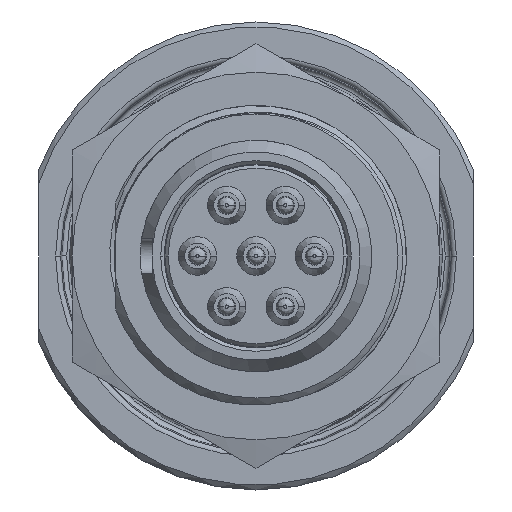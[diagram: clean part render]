
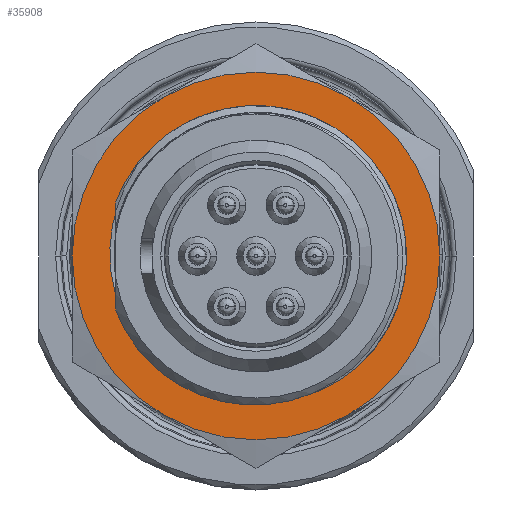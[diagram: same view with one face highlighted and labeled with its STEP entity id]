
A CAD part, left-side view. The second image highlights one B-rep face of the part: STEP entity #35908.
In plain terms, the highlighted planar face has unit normal (-1, 0, 0).
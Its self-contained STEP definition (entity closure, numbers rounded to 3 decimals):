
#6953=CARTESIAN_POINT('',(11.5,13.285,-5.));
#7477=CARTESIAN_POINT('',(11.5,13.285,-14.));
#7478=DIRECTION('',(1.,0.,0.));
#7479=DIRECTION('',(0.,-0.5,0.866));
#7480=AXIS2_PLACEMENT_3D('',#7477,#7478,#7479);
#7482=CARTESIAN_POINT('',(11.5,13.285,-14.));
#7483=DIRECTION('',(1.,0.,0.));
#7484=DIRECTION('',(0.,-1.,0.));
#7485=AXIS2_PLACEMENT_3D('',#7482,#7483,#7484);
#7487=CARTESIAN_POINT('',(11.5,13.285,-14.));
#7488=DIRECTION('',(1.,0.,0.));
#7489=DIRECTION('',(0.,0.5,-0.866));
#7490=AXIS2_PLACEMENT_3D('',#7487,#7488,#7489);
#7492=CARTESIAN_POINT('',(11.5,13.285,-14.));
#7493=DIRECTION('',(1.,0.,0.));
#7494=DIRECTION('',(0.,1.,0.));
#7495=AXIS2_PLACEMENT_3D('',#7492,#7493,#7494);
#7497=CARTESIAN_POINT('',(11.5,13.285,-5.));
#7498=CARTESIAN_POINT('',(11.5,13.001,-5.005));
#7499=CARTESIAN_POINT('',(11.5,12.436,-5.042));
#7500=CARTESIAN_POINT('',(11.5,11.598,-5.177));
#7501=CARTESIAN_POINT('',(11.5,10.777,-5.39));
#7502=CARTESIAN_POINT('',(11.5,9.981,-5.68));
#7503=CARTESIAN_POINT('',(11.5,9.472,-5.921));
#7504=CARTESIAN_POINT('',(11.5,9.224,-6.054));
#7506=CARTESIAN_POINT('',(11.5,18.775,-20.623));
#7507=CARTESIAN_POINT('',(11.5,18.996,-20.446));
#7508=CARTESIAN_POINT('',(11.5,19.42,-20.072));
#7509=CARTESIAN_POINT('',(11.5,20.,-19.449));
#7510=CARTESIAN_POINT('',(11.5,20.516,-18.772));
#7511=CARTESIAN_POINT('',(11.5,20.964,-18.046));
#7512=CARTESIAN_POINT('',(11.5,21.339,-17.279));
#7513=CARTESIAN_POINT('',(11.5,21.637,-16.477));
#7514=CARTESIAN_POINT('',(11.5,21.856,-15.649));
#7515=CARTESIAN_POINT('',(11.5,21.992,-14.802));
#7516=CARTESIAN_POINT('',(11.5,22.044,-13.945));
#7517=CARTESIAN_POINT('',(11.5,22.013,-13.085));
#7518=CARTESIAN_POINT('',(11.5,21.897,-12.232));
#7519=CARTESIAN_POINT('',(11.5,21.698,-11.393));
#7520=CARTESIAN_POINT('',(11.5,21.417,-10.576));
#7521=CARTESIAN_POINT('',(11.5,21.057,-9.79));
#7522=CARTESIAN_POINT('',(11.5,20.622,-9.042));
#7523=CARTESIAN_POINT('',(11.5,20.115,-8.338));
#7524=CARTESIAN_POINT('',(11.5,19.54,-7.687));
#7525=CARTESIAN_POINT('',(11.5,18.905,-7.095));
#7526=CARTESIAN_POINT('',(11.5,18.213,-6.566));
#7527=CARTESIAN_POINT('',(11.5,17.472,-6.107));
#7528=CARTESIAN_POINT('',(11.5,16.689,-5.722));
#7529=CARTESIAN_POINT('',(11.5,15.87,-5.414));
#7530=CARTESIAN_POINT('',(11.5,15.025,-5.188));
#7531=CARTESIAN_POINT('',(11.5,14.16,-5.044));
#7532=CARTESIAN_POINT('',(11.5,13.578,-5.005));
#7533=CARTESIAN_POINT('',(11.5,13.285,-5.));
#7535=CARTESIAN_POINT('',(11.5,13.285,-14.));
#7536=DIRECTION('',(-1.,0.,0.));
#7537=DIRECTION('',(0.,-0.5,0.866));
#7538=AXIS2_PLACEMENT_3D('',#7535,#7536,#7537);
#7689=CARTESIAN_POINT('',(11.5,13.285,-14.));
#7690=DIRECTION('',(-1.,0.,0.));
#7691=DIRECTION('',(0.,0.5,-0.866));
#7692=AXIS2_PLACEMENT_3D('',#7689,#7690,#7691);
#7694=CARTESIAN_POINT('',(11.5,13.285,-14.));
#7695=DIRECTION('',(1.,0.,0.));
#7696=DIRECTION('',(0.,-0.682,0.731));
#7697=AXIS2_PLACEMENT_3D('',#7694,#7695,#7696);
#7759=CARTESIAN_POINT('',(11.5,7.144,-20.58));
#7760=CARTESIAN_POINT('',(11.5,7.361,-20.77));
#7761=CARTESIAN_POINT('',(11.5,7.809,-21.127));
#7762=CARTESIAN_POINT('',(11.5,8.529,-21.595));
#7763=CARTESIAN_POINT('',(11.5,9.291,-21.992));
#7764=CARTESIAN_POINT('',(11.5,10.083,-22.313));
#7765=CARTESIAN_POINT('',(11.5,10.902,-22.556));
#7766=CARTESIAN_POINT('',(11.5,11.739,-22.719));
#7767=CARTESIAN_POINT('',(11.5,12.583,-22.801));
#7768=CARTESIAN_POINT('',(11.5,13.434,-22.801));
#7769=CARTESIAN_POINT('',(11.5,14.274,-22.719));
#7770=CARTESIAN_POINT('',(11.5,15.103,-22.558));
#7771=CARTESIAN_POINT('',(11.5,15.912,-22.317));
#7772=CARTESIAN_POINT('',(11.5,16.689,-22.002));
#7773=CARTESIAN_POINT('',(11.5,17.433,-21.612));
#7774=CARTESIAN_POINT('',(11.5,18.132,-21.155));
#7775=CARTESIAN_POINT('',(11.5,18.566,-20.807));
#7776=CARTESIAN_POINT('',(11.5,18.775,-20.623));
#8373=CARTESIAN_POINT('',(11.5,9.224,-6.054));
#8374=CARTESIAN_POINT('',(11.5,8.972,-6.173));
#8375=CARTESIAN_POINT('',(11.5,8.484,-6.433));
#8376=CARTESIAN_POINT('',(11.5,7.788,-6.89));
#8377=CARTESIAN_POINT('',(11.5,7.354,-7.236));
#8378=CARTESIAN_POINT('',(11.5,7.144,-7.42));
#21011=CARTESIAN_POINT('',(11.5,7.785,-4.474));
#21012=CARTESIAN_POINT('',(11.5,2.285,-14.));
#21013=VERTEX_POINT('',#21011);
#21014=VERTEX_POINT('',#21012);
#21015=CARTESIAN_POINT('',(11.5,7.785,-23.526));
#21016=VERTEX_POINT('',#21015);
#21017=CARTESIAN_POINT('',(11.5,18.785,-23.526));
#21018=CARTESIAN_POINT('',(11.5,24.285,-14.));
#21019=VERTEX_POINT('',#21017);
#21020=VERTEX_POINT('',#21018);
#21021=CARTESIAN_POINT('',(11.5,18.785,-4.474));
#21022=VERTEX_POINT('',#21021);
#21037=VERTEX_POINT('',#6953);
#21038=CARTESIAN_POINT('',(11.5,7.144,-7.42));
#21039=CARTESIAN_POINT('',(11.5,7.144,-20.58));
#21040=VERTEX_POINT('',#21038);
#21041=VERTEX_POINT('',#21039);
#21058=VERTEX_POINT('',#8373);
#21062=VERTEX_POINT('',#7776);
#35879=CARTESIAN_POINT('',(11.5,13.285,-14.));
#35880=DIRECTION('',(1.,0.,0.));
#35881=DIRECTION('',(0.,0.,-1.));
#35882=AXIS2_PLACEMENT_3D('',#35879,#35880,#35881);
#35883=PLANE('169',#35882);
#35885=ORIENTED_EDGE('1496',*,*,#35884,.F.);
#35887=ORIENTED_EDGE('1461',*,*,#35886,.T.);
#35889=ORIENTED_EDGE('1462',*,*,#35888,.T.);
#35891=ORIENTED_EDGE('1495',*,*,#35890,.F.);
#35893=ORIENTED_EDGE('1463',*,*,#35892,.T.);
#35894=ORIENTED_EDGE('1464',*,*,#35872,.T.);
#35895=EDGE_LOOP('169',(#35885,#35887,#35889,#35891,#35893,#35894));
#35896=FACE_OUTER_BOUND('169',#35895,.F.);
#35898=ORIENTED_EDGE('1499',*,*,#35897,.F.);
#35900=ORIENTED_EDGE('1510',*,*,#35899,.F.);
#35902=ORIENTED_EDGE('1562',*,*,#35901,.F.);
#35903=ORIENTED_EDGE('1561',*,*,#35229,.F.);
#35905=ORIENTED_EDGE('1513',*,*,#35904,.F.);
#35906=EDGE_LOOP('169',(#35898,#35900,#35902,#35903,#35905));
#35907=FACE_BOUND('169',#35906,.F.);
#7481=CIRCLE('1461',#7480,11.);
#7486=CIRCLE('1462',#7485,11.);
#7491=CIRCLE('1463',#7490,11.);
#7496=CIRCLE('1464',#7495,11.);
#7505=B_SPLINE_CURVE_WITH_KNOTS('1562',3,(#7497,#7498,#7499,#7500,#7501,#7502,
#7503,#7504),.UNSPECIFIED.,.F.,.F.,(4,1,1,1,1,4),(0.,0.2,0.4,0.6,0.8,
1.),.UNSPECIFIED.);
#7534=B_SPLINE_CURVE_WITH_KNOTS('1561',3,(#7506,#7507,#7508,#7509,#7510,#7511,
#7512,#7513,#7514,#7515,#7516,#7517,#7518,#7519,#7520,#7521,#7522,#7523,#7524,
#7525,#7526,#7527,#7528,#7529,#7530,#7531,#7532,#7533),.UNSPECIFIED.,.F.,.F.,(4,
1,1,1,1,1,1,1,1,1,1,1,1,1,1,1,1,1,1,1,1,1,1,1,1,4),(0.,0.04,0.08,0.12,
0.16,0.2,0.24,0.28,0.32,0.36,0.4,0.44,0.48,0.52,0.56,
0.6,0.64,0.68,0.72,0.76,0.8,0.84,0.88,0.92,0.96,1.),
.UNSPECIFIED.);
#7539=CIRCLE('1496',#7538,11.);
#7693=CIRCLE('1495',#7692,11.);
#7698=CIRCLE('1499',#7697,9.);
#7777=B_SPLINE_CURVE_WITH_KNOTS('1513',3,(#7759,#7760,#7761,#7762,#7763,#7764,
#7765,#7766,#7767,#7768,#7769,#7770,#7771,#7772,#7773,#7774,#7775,#7776),
.UNSPECIFIED.,.F.,.F.,(4,1,1,1,1,1,1,1,1,1,1,1,1,1,1,4),(0.,0.067,
0.133,0.2,0.267,0.333,0.4,
0.467,0.533,0.6,0.667,0.733,
0.8,0.867,0.933,1.),.UNSPECIFIED.);
#8379=B_SPLINE_CURVE_WITH_KNOTS('1510',3,(#8373,#8374,#8375,#8376,#8377,#8378),
.UNSPECIFIED.,.F.,.F.,(4,1,1,4),(0.,0.333,0.667,1.),
.UNSPECIFIED.);
#35229=EDGE_CURVE('1561',#21062,#21037,#7534,.T.);
#35872=EDGE_CURVE('1464',#21020,#21022,#7496,.T.);
#35884=EDGE_CURVE('1496',#21013,#21022,#7539,.T.);
#35886=EDGE_CURVE('1461',#21013,#21014,#7481,.T.);
#35888=EDGE_CURVE('1462',#21014,#21016,#7486,.T.);
#35890=EDGE_CURVE('1495',#21019,#21016,#7693,.T.);
#35892=EDGE_CURVE('1463',#21019,#21020,#7491,.T.);
#35897=EDGE_CURVE('1499',#21040,#21041,#7698,.T.);
#35899=EDGE_CURVE('1510',#21058,#21040,#8379,.T.);
#35901=EDGE_CURVE('1562',#21037,#21058,#7505,.T.);
#35904=EDGE_CURVE('1513',#21041,#21062,#7777,.T.);
#35908=ADVANCED_FACE('169',(#35896,#35907),#35883,.F.);
